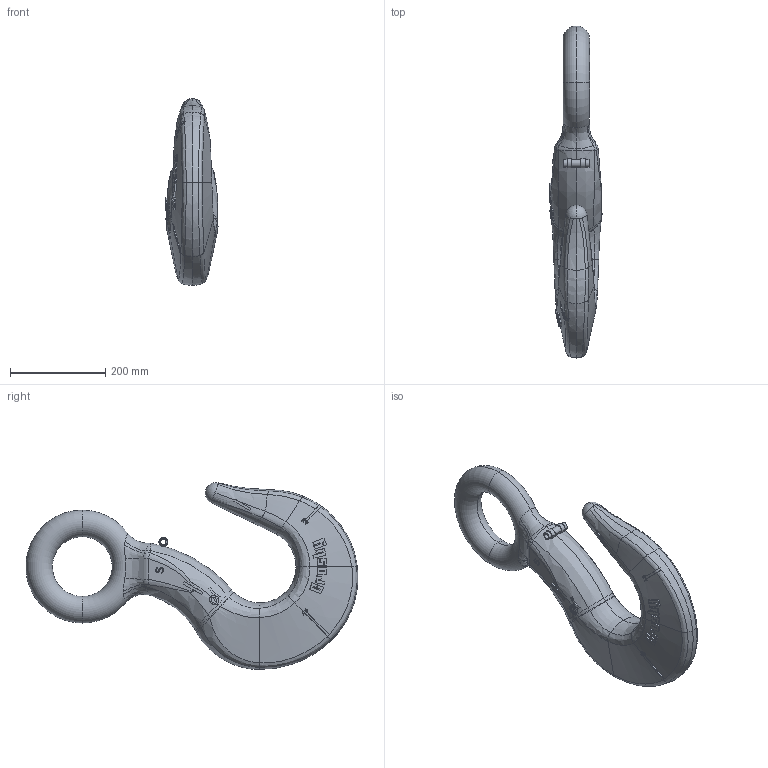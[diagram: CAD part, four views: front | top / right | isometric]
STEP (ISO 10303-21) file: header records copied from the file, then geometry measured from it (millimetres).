
FILE_DESCRIPTION((''),'2;1');
FILE_NAME('CROSBY_320_HK_ID_S','2003-12-12T',('adoughty'),('The Crosby Group, Inc.'),'PRO/ENGINEER BY PARAMETRIC TECHNOLOGY CORPORATION, 2001150','PRO/ENGINEER BY PARAMETRIC TECHNOLOGY CORPORATION, 2001150','');
FILE_SCHEMA(('CONFIG_CONTROL_DESIGN'));
Length unit declared in the file: inch
Products named in the file (1): CROSBY_320_HK_ID_S
Bounding box: 109.12 x 696.46 x 392.28 mm (x, y, z)
Volume: 7803112.9 mm3; surface area: 376421.8 mm2
Topology: 1 solids, 1 shells, 380 faces, 969 edges, 602 vertices
Faces by surface type: bspline 239, plane 98, cylinder 30, sphere 6, torus 4, extrusion 3
Entity records: 27947 total; most frequent: CARTESIAN_POINT 20605, ORIENTED_EDGE 1934, EDGE_CURVE 967, DIRECTION 753, VERTEX_POINT 602, B_SPLINE_CURVE_WITH_KNOTS 570, EDGE_LOOP 399, FACE_OUTER_BOUND 380
